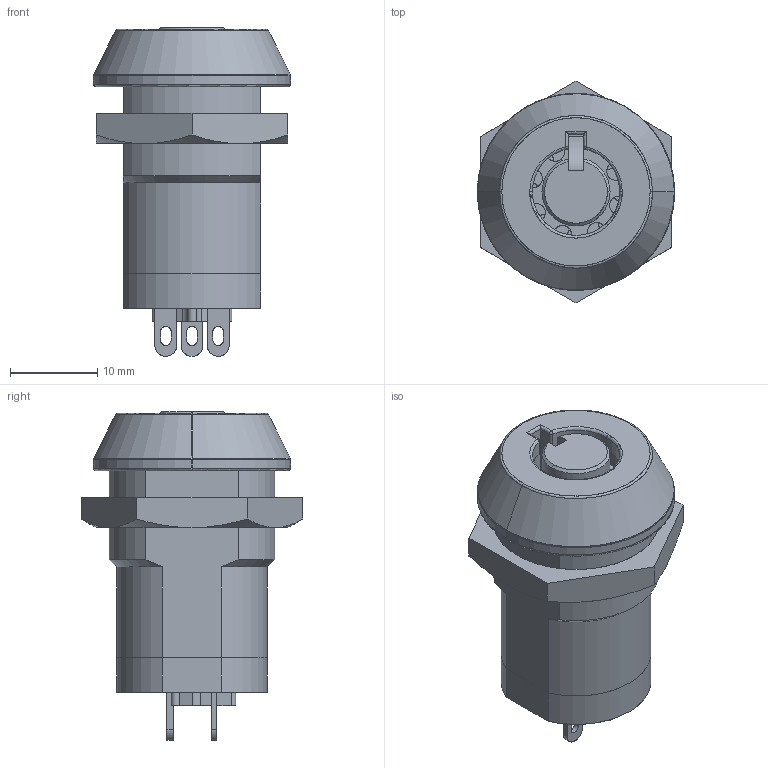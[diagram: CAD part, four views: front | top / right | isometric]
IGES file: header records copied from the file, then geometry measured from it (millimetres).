
Start section: SolidWorks IGES file using analytic representation for surfaces
Global section: file name: S-20-90-B-1.IGS,15; native system: HSolidWorks 2014; preprocessor: SolidWorks 2014; author: 1337yo; date: 181121.154551; units: millimetre
Bounding box: 22.6 x 25.4 x 37.7 mm (x, y, z)
Surface area: 8085.4 mm2 (no closed solid volume)
Topology: 0 solids, 0 shells, 248 faces, 3500 edges, 3498 vertices
Faces by surface type: revolution 147, bspline 101
